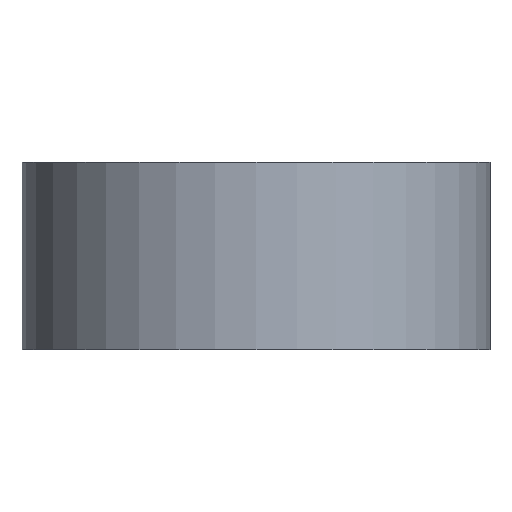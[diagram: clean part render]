
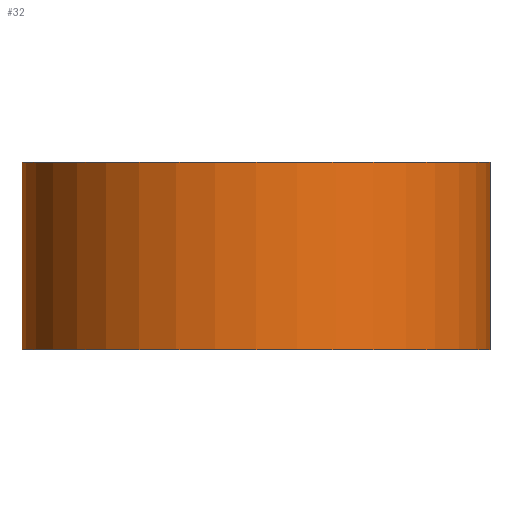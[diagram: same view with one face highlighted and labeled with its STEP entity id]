
A CAD part, left-side view. The second image highlights one B-rep face of the part: STEP entity #32.
In plain terms, the highlighted cylindrical face has radius 2.5 mm (diameter 5 mm), a full revolution.
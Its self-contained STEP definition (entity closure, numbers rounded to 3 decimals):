
#32 = ADVANCED_FACE('',(#33),#46,.T.);
#33 = FACE_BOUND('',#34,.T.);
#34 = EDGE_LOOP('',(#35,#69,#92,#119));
#35 = ORIENTED_EDGE('',*,*,#36,.F.);
#36 = EDGE_CURVE('',#37,#37,#39,.T.);
#37 = VERTEX_POINT('',#38);
#38 = CARTESIAN_POINT('',(2.5,0.,22.));
#39 = SURFACE_CURVE('',#40,(#45,#57),.PCURVE_S1.);
#40 = CIRCLE('',#41,2.5);
#41 = AXIS2_PLACEMENT_3D('',#42,#43,#44);
#42 = CARTESIAN_POINT('',(0.,0.,22.));
#43 = DIRECTION('',(0.,0.,1.));
#44 = DIRECTION('',(1.,0.,-0.));
#45 = PCURVE('',#46,#51);
#46 = CYLINDRICAL_SURFACE('',#47,2.5);
#47 = AXIS2_PLACEMENT_3D('',#48,#49,#50);
#48 = CARTESIAN_POINT('',(0.,0.,20.));
#49 = DIRECTION('',(0.,0.,1.));
#50 = DIRECTION('',(1.,0.,-0.));
#51 = DEFINITIONAL_REPRESENTATION('',(#52),#56);
#52 = LINE('',#53,#54);
#53 = CARTESIAN_POINT('',(0.,2.));
#54 = VECTOR('',#55,1.);
#55 = DIRECTION('',(1.,0.));
#56 = ( GEOMETRIC_REPRESENTATION_CONTEXT(2) 
PARAMETRIC_REPRESENTATION_CONTEXT() REPRESENTATION_CONTEXT('2D SPACE',''
  ) );
#57 = PCURVE('',#58,#63);
#58 = PLANE('',#59);
#59 = AXIS2_PLACEMENT_3D('',#60,#61,#62);
#60 = CARTESIAN_POINT('',(0.,0.,22.));
#61 = DIRECTION('',(0.,0.,1.));
#62 = DIRECTION('',(1.,0.,-0.));
#63 = DEFINITIONAL_REPRESENTATION('',(#64),#68);
#64 = CIRCLE('',#65,2.5);
#65 = AXIS2_PLACEMENT_2D('',#66,#67);
#66 = CARTESIAN_POINT('',(0.,0.));
#67 = DIRECTION('',(1.,0.));
#68 = ( GEOMETRIC_REPRESENTATION_CONTEXT(2) 
PARAMETRIC_REPRESENTATION_CONTEXT() REPRESENTATION_CONTEXT('2D SPACE',''
  ) );
#69 = ORIENTED_EDGE('',*,*,#70,.F.);
#70 = EDGE_CURVE('',#71,#37,#73,.T.);
#71 = VERTEX_POINT('',#72);
#72 = CARTESIAN_POINT('',(2.5,0.,20.));
#73 = SEAM_CURVE('',#74,(#78,#85),.PCURVE_S1.);
#74 = LINE('',#75,#76);
#75 = CARTESIAN_POINT('',(2.5,0.,20.));
#76 = VECTOR('',#77,1.);
#77 = DIRECTION('',(0.,0.,1.));
#78 = PCURVE('',#46,#79);
#79 = DEFINITIONAL_REPRESENTATION('',(#80),#84);
#80 = LINE('',#81,#82);
#81 = CARTESIAN_POINT('',(6.283,-0.));
#82 = VECTOR('',#83,1.);
#83 = DIRECTION('',(0.,1.));
#84 = ( GEOMETRIC_REPRESENTATION_CONTEXT(2) 
PARAMETRIC_REPRESENTATION_CONTEXT() REPRESENTATION_CONTEXT('2D SPACE',''
  ) );
#85 = PCURVE('',#46,#86);
#86 = DEFINITIONAL_REPRESENTATION('',(#87),#91);
#87 = LINE('',#88,#89);
#88 = CARTESIAN_POINT('',(0.,-0.));
#89 = VECTOR('',#90,1.);
#90 = DIRECTION('',(0.,1.));
#91 = ( GEOMETRIC_REPRESENTATION_CONTEXT(2) 
PARAMETRIC_REPRESENTATION_CONTEXT() REPRESENTATION_CONTEXT('2D SPACE',''
  ) );
#92 = ORIENTED_EDGE('',*,*,#93,.T.);
#93 = EDGE_CURVE('',#71,#71,#94,.T.);
#94 = SURFACE_CURVE('',#95,(#100,#107),.PCURVE_S1.);
#95 = CIRCLE('',#96,2.5);
#96 = AXIS2_PLACEMENT_3D('',#97,#98,#99);
#97 = CARTESIAN_POINT('',(0.,0.,20.));
#98 = DIRECTION('',(0.,0.,1.));
#99 = DIRECTION('',(1.,0.,-0.));
#100 = PCURVE('',#46,#101);
#101 = DEFINITIONAL_REPRESENTATION('',(#102),#106);
#102 = LINE('',#103,#104);
#103 = CARTESIAN_POINT('',(0.,0.));
#104 = VECTOR('',#105,1.);
#105 = DIRECTION('',(1.,0.));
#106 = ( GEOMETRIC_REPRESENTATION_CONTEXT(2) 
PARAMETRIC_REPRESENTATION_CONTEXT() REPRESENTATION_CONTEXT('2D SPACE',''
  ) );
#107 = PCURVE('',#108,#113);
#108 = PLANE('',#109);
#109 = AXIS2_PLACEMENT_3D('',#110,#111,#112);
#110 = CARTESIAN_POINT('',(0.,0.,20.));
#111 = DIRECTION('',(0.,0.,1.));
#112 = DIRECTION('',(1.,0.,-0.));
#113 = DEFINITIONAL_REPRESENTATION('',(#114),#118);
#114 = CIRCLE('',#115,2.5);
#115 = AXIS2_PLACEMENT_2D('',#116,#117);
#116 = CARTESIAN_POINT('',(0.,0.));
#117 = DIRECTION('',(1.,0.));
#118 = ( GEOMETRIC_REPRESENTATION_CONTEXT(2) 
PARAMETRIC_REPRESENTATION_CONTEXT() REPRESENTATION_CONTEXT('2D SPACE',''
  ) );
#119 = ORIENTED_EDGE('',*,*,#70,.T.);
